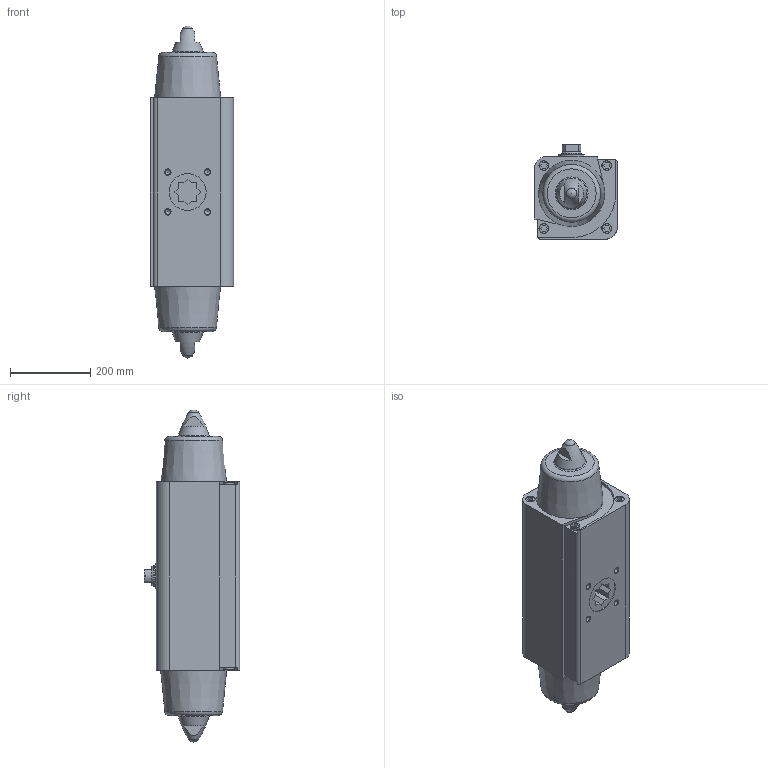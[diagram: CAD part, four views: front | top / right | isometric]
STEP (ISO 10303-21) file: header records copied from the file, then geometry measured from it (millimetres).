
FILE_DESCRIPTION(/* description */ ('STEP AP214'),/* implementation_level */ '2;1');
FILE_NAME(/* name */ '533461_DAPS-0960-090-RS3-F14',/* time_stamp */ '2024-08-13T17:53:02+02:00',/* author */ ('License CC BY-ND 4.0'),/* organization */ ('CADENAS'),/* preprocessor_version */ 'ST-DEVELOPER v19.3',/* originating_system */ 'PARTsolutions',/* authorisation */ ' ');
FILE_SCHEMA (('AUTOMOTIVE_DESIGN {1 0 10303 214 3 1 1}'));
Length unit declared in the file: millimetre
Products named in the file (3): 533461 DAPS-0960-090-RS3-F14---0; 533461 DAPS-0960-090-RS3-F14---(1); 533461 DAPS-0960-090-RS3-F14---(2)
Assembly tree (2 placements, depth 2):
  533461 DAPS-0960-090-RS3-F14---0
    533461 DAPS-0960-090-RS3-F14---(1)
    533461 DAPS-0960-090-RS3-F14---(2)
Bounding box: 207.7 x 237.7 x 828 mm (x, y, z)
Volume: 23837419.7 mm3; surface area: 712027 mm2
Topology: 2 solids, 2 shells, 241 faces, 596 edges, 381 vertices
Faces by surface type: plane 138, cylinder 51, cone 34, torus 16, sphere 2
Full cylindrical faces by diameter (mm): 4.134 x8, 4.917 x1, 11.445 x2, 13.835 x4, 24 x8, 50 x1, 54.6 x1, 64 x2, 92 x2
Entity records: 6526 total; most frequent: CARTESIAN_POINT 1157, DIRECTION 1116, ORIENTED_EDGE 950, EDGE_CURVE 475, AXIS2_PLACEMENT_3D 405, FACE_BOUND 363, VERTEX_POINT 358, EDGE_LOOP 348
